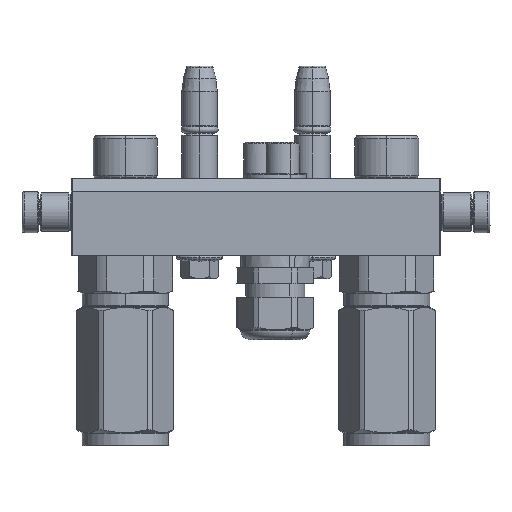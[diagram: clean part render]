
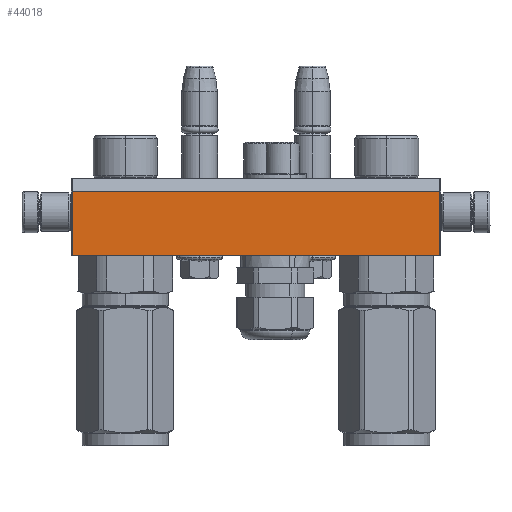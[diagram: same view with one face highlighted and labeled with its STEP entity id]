
A CAD part, left-side view. The second image highlights one B-rep face of the part: STEP entity #44018.
In plain terms, the highlighted face is planar.
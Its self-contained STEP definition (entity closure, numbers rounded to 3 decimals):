
#2252 = DIRECTION ( 'NONE',  ( -1., 0., 0. ) ) ;
#2642 = LINE ( 'NONE', #25561, #38494 ) ;
#9015 = DIRECTION ( 'NONE',  ( 0., 0., -1. ) ) ;
#11246 = ORIENTED_EDGE ( 'NONE', *, *, #62836, .T. ) ;
#11620 = VERTEX_POINT ( 'NONE', #42941 ) ;
#12956 = CARTESIAN_POINT ( 'NONE',  ( 143.5, 5., -90. ) ) ;
#12988 = CARTESIAN_POINT ( 'NONE',  ( 143.5, 5., -90. ) ) ;
#14378 = DIRECTION ( 'NONE',  ( -1., 0., 0. ) ) ;
#25201 = EDGE_CURVE ( 'NONE', #52050, #64405, #57451, .T. ) ;
#25561 = CARTESIAN_POINT ( 'NONE',  ( 143.5, 30., -90. ) ) ;
#27348 = AXIS2_PLACEMENT_3D ( 'NONE', #39535, #9015, #14378 ) ;
#28409 = EDGE_LOOP ( 'NONE', ( #51923, #33213, #41962, #11246 ) ) ;
#29196 = CARTESIAN_POINT ( 'NONE',  ( 0.5, 5., -90. ) ) ;
#32566 = CARTESIAN_POINT ( 'NONE',  ( 0.5, 30., -90. ) ) ;
#33213 = ORIENTED_EDGE ( 'NONE', *, *, #25201, .F. ) ;
#34211 = FACE_OUTER_BOUND ( 'NONE', #28409, .T. ) ;
#34852 = LINE ( 'NONE', #56904, #62843 ) ;
#38494 = VECTOR ( 'NONE', #51200, 1000. ) ;
#39440 = VECTOR ( 'NONE', #44534, 1000. ) ;
#39535 = CARTESIAN_POINT ( 'NONE',  ( 144., 0., -90. ) ) ;
#40146 = CARTESIAN_POINT ( 'NONE',  ( 143.5, 30., -90. ) ) ;
#41962 = ORIENTED_EDGE ( 'NONE', *, *, #60869, .T. ) ;
#42941 = CARTESIAN_POINT ( 'NONE',  ( 0.5, 5., -90. ) ) ;
#44018 = ADVANCED_FACE ( 'NONE', ( #34211 ), #65477, .T. ) ;
#44534 = DIRECTION ( 'NONE',  ( 0., 1., 0. ) ) ;
#48180 = LINE ( 'NONE', #29196, #39440 ) ;
#51200 = DIRECTION ( 'NONE',  ( -1., 0., 0. ) ) ;
#51923 = ORIENTED_EDGE ( 'NONE', *, *, #64845, .F. ) ;
#51962 = VERTEX_POINT ( 'NONE', #32566 ) ;
#52050 = VERTEX_POINT ( 'NONE', #12988 ) ;
#56904 = CARTESIAN_POINT ( 'NONE',  ( 143.5, 5., -90. ) ) ;
#57451 = LINE ( 'NONE', #12956, #64660 ) ;
#60869 = EDGE_CURVE ( 'NONE', #52050, #11620, #34852, .T. ) ;
#62836 = EDGE_CURVE ( 'NONE', #11620, #51962, #48180, .T. ) ;
#62843 = VECTOR ( 'NONE', #2252, 1000. ) ;
#64042 = DIRECTION ( 'NONE',  ( 0., 1., 0. ) ) ;
#64405 = VERTEX_POINT ( 'NONE', #40146 ) ;
#64660 = VECTOR ( 'NONE', #64042, 1000. ) ;
#64845 = EDGE_CURVE ( 'NONE', #64405, #51962, #2642, .T. ) ;
#65477 = PLANE ( 'NONE',  #27348 ) ;
